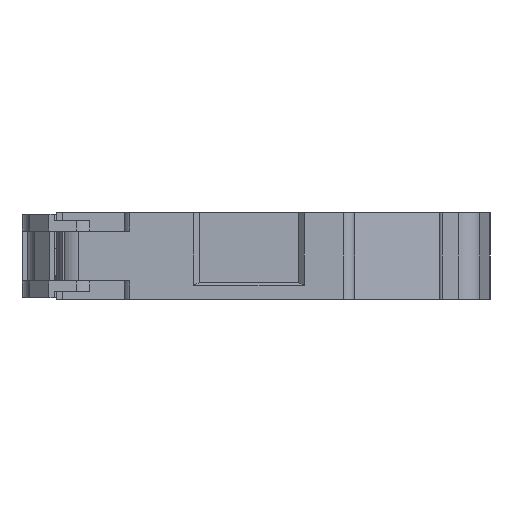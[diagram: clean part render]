
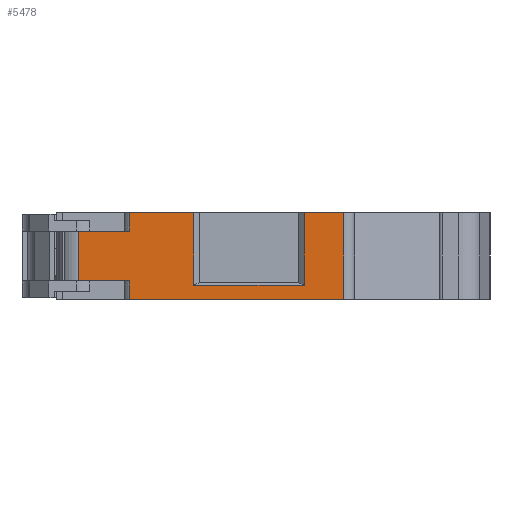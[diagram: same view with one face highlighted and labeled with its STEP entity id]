
A CAD part, left-side view. The second image highlights one B-rep face of the part: STEP entity #5478.
In plain terms, the highlighted planar face has unit normal (-1, 0, 0).
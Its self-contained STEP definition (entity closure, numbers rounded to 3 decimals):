
#181 = CARTESIAN_POINT ( 'NONE',  ( -46.916, 9.559, 15.427 ) ) ;
#190 = CARTESIAN_POINT ( 'NONE',  ( -46.916, 14.32, 9.127 ) ) ;
#314 = EDGE_CURVE ( 'NONE', #4472, #492, #12575, .T. ) ;
#364 = CARTESIAN_POINT ( 'NONE',  ( -46.916, 9.559, 9.127 ) ) ;
#487 = DIRECTION ( 'NONE',  ( 0., 0., -1. ) ) ;
#492 = VERTEX_POINT ( 'NONE', #11364 ) ;
#527 = CARTESIAN_POINT ( 'NONE',  ( -46.916, -10.18, 15.427 ) ) ;
#561 = CARTESIAN_POINT ( 'NONE',  ( -46.916, 9.559, 13.727 ) ) ;
#723 = CARTESIAN_POINT ( 'NONE',  ( -46.916, -23.681, 15.427 ) ) ;
#732 = DIRECTION ( 'NONE',  ( 0., 0., -1. ) ) ;
#759 = VECTOR ( 'NONE', #487, 1000. ) ;
#840 = FACE_OUTER_BOUND ( 'NONE', #10494, .T. ) ;
#977 = CARTESIAN_POINT ( 'NONE',  ( -46.916, 9.559, 9.127 ) ) ;
#1025 = DIRECTION ( 'NONE',  ( 0., 1., 0. ) ) ;
#1289 = DIRECTION ( 'NONE',  ( -1., 0., 0. ) ) ;
#1309 = CARTESIAN_POINT ( 'NONE',  ( -46.916, 3.67, 9.727 ) ) ;
#1363 = CARTESIAN_POINT ( 'NONE',  ( -46.916, 3.67, 8.727 ) ) ;
#1416 = ORIENTED_EDGE ( 'NONE', *, *, #8443, .F. ) ;
#1440 = LINE ( 'NONE', #12139, #11759 ) ;
#1650 = DIRECTION ( 'NONE',  ( 0., 0., 1. ) ) ;
#1730 = DIRECTION ( 'NONE',  ( 0., 1., 0. ) ) ;
#1972 = EDGE_CURVE ( 'NONE', #9296, #6594, #2015, .T. ) ;
#2015 = LINE ( 'NONE', #561, #6123 ) ;
#2032 = ORIENTED_EDGE ( 'NONE', *, *, #6878, .F. ) ;
#2224 = CARTESIAN_POINT ( 'NONE',  ( -46.916, 3.67, 8.727 ) ) ;
#2341 = VERTEX_POINT ( 'NONE', #190 ) ;
#2625 = VECTOR ( 'NONE', #11335, 1000. ) ;
#2681 = CARTESIAN_POINT ( 'NONE',  ( -46.916, -6.53, 9.727 ) ) ;
#2728 = EDGE_CURVE ( 'NONE', #12019, #9296, #12694, .T. ) ;
#2867 = VECTOR ( 'NONE', #12622, 1000. ) ;
#2937 = CARTESIAN_POINT ( 'NONE',  ( -46.916, 9.559, 7.427 ) ) ;
#3061 = CARTESIAN_POINT ( 'NONE',  ( -46.916, -6.53, 15.427 ) ) ;
#3102 = LINE ( 'NONE', #977, #10796 ) ;
#3311 = CARTESIAN_POINT ( 'NONE',  ( -46.916, -10.18, 15.427 ) ) ;
#3416 = LINE ( 'NONE', #527, #759 ) ;
#3610 = CARTESIAN_POINT ( 'NONE',  ( -46.916, -6.53, 8.727 ) ) ;
#3834 = DIRECTION ( 'NONE',  ( 0., 0., -1. ) ) ;
#4005 = CARTESIAN_POINT ( 'NONE',  ( -46.916, 14.32, 15.427 ) ) ;
#4075 = VERTEX_POINT ( 'NONE', #3610 ) ;
#4161 = VERTEX_POINT ( 'NONE', #2937 ) ;
#4218 = ORIENTED_EDGE ( 'NONE', *, *, #6891, .F. ) ;
#4465 = AXIS2_PLACEMENT_3D ( 'NONE', #8556, #1289, #8527 ) ;
#4472 = VERTEX_POINT ( 'NONE', #1363 ) ;
#4637 = VECTOR ( 'NONE', #1730, 1000. ) ;
#4653 = LINE ( 'NONE', #10132, #9995 ) ;
#4847 = EDGE_CURVE ( 'NONE', #12019, #2341, #9986, .T. ) ;
#5306 = CARTESIAN_POINT ( 'NONE',  ( -46.916, -10.18, 7.427 ) ) ;
#5478 = ADVANCED_FACE ( 'NONE', ( #840 ), #8860, .T. ) ;
#5523 = LINE ( 'NONE', #2224, #10554 ) ;
#5743 = ORIENTED_EDGE ( 'NONE', *, *, #10146, .T. ) ;
#5768 = VECTOR ( 'NONE', #732, 1000. ) ;
#5772 = ORIENTED_EDGE ( 'NONE', *, *, #11620, .F. ) ;
#5939 = ORIENTED_EDGE ( 'NONE', *, *, #12440, .T. ) ;
#6123 = VECTOR ( 'NONE', #1650, 1000. ) ;
#6323 = CARTESIAN_POINT ( 'NONE',  ( -46.916, 14.32, 13.727 ) ) ;
#6594 = VERTEX_POINT ( 'NONE', #181 ) ;
#6749 = DIRECTION ( 'NONE',  ( 0., 0., 1. ) ) ;
#6878 = EDGE_CURVE ( 'NONE', #8916, #11995, #3416, .T. ) ;
#6887 = EDGE_CURVE ( 'NONE', #11962, #4161, #8505, .T. ) ;
#6891 = EDGE_CURVE ( 'NONE', #11962, #2341, #3102, .T. ) ;
#7296 = CARTESIAN_POINT ( 'NONE',  ( -46.916, 9.559, 9.127 ) ) ;
#7810 = CARTESIAN_POINT ( 'NONE',  ( -46.916, 9.559, 13.727 ) ) ;
#8281 = ORIENTED_EDGE ( 'NONE', *, *, #314, .T. ) ;
#8292 = ORIENTED_EDGE ( 'NONE', *, *, #6887, .T. ) ;
#8443 = EDGE_CURVE ( 'NONE', #11995, #4161, #4653, .T. ) ;
#8505 = LINE ( 'NONE', #364, #5768 ) ;
#8527 = DIRECTION ( 'NONE',  ( 0., -1., 0. ) ) ;
#8556 = CARTESIAN_POINT ( 'NONE',  ( -46.916, -23.681, 15.427 ) ) ;
#8853 = ORIENTED_EDGE ( 'NONE', *, *, #1972, .F. ) ;
#8860 = PLANE ( 'NONE',  #4465 ) ;
#8916 = VERTEX_POINT ( 'NONE', #3311 ) ;
#9296 = VERTEX_POINT ( 'NONE', #7810 ) ;
#9978 = LINE ( 'NONE', #723, #4637 ) ;
#9986 = LINE ( 'NONE', #4005, #12284 ) ;
#9995 = VECTOR ( 'NONE', #10095, 1000. ) ;
#10095 = DIRECTION ( 'NONE',  ( 0., 1., 0. ) ) ;
#10132 = CARTESIAN_POINT ( 'NONE',  ( -46.916, -23.681, 7.427 ) ) ;
#10146 = EDGE_CURVE ( 'NONE', #8916, #10706, #1440, .T. ) ;
#10288 = VECTOR ( 'NONE', #6749, 1000. ) ;
#10494 = EDGE_LOOP ( 'NONE', ( #5772, #5939, #8281, #12973, #8853, #10767, #10495, #4218, #8292, #1416, #2032, #5743 ) ) ;
#10495 = ORIENTED_EDGE ( 'NONE', *, *, #4847, .T. ) ;
#10554 = VECTOR ( 'NONE', #11247, 1000. ) ;
#10706 = VERTEX_POINT ( 'NONE', #3061 ) ;
#10767 = ORIENTED_EDGE ( 'NONE', *, *, #2728, .F. ) ;
#10796 = VECTOR ( 'NONE', #1025, 1000. ) ;
#11247 = DIRECTION ( 'NONE',  ( 0., 1., 0. ) ) ;
#11335 = DIRECTION ( 'NONE',  ( 0., -1., 0. ) ) ;
#11349 = CARTESIAN_POINT ( 'NONE',  ( -46.916, 9.559, 13.727 ) ) ;
#11364 = CARTESIAN_POINT ( 'NONE',  ( -46.916, 3.67, 15.427 ) ) ;
#11620 = EDGE_CURVE ( 'NONE', #4075, #10706, #12891, .T. ) ;
#11623 = EDGE_CURVE ( 'NONE', #492, #6594, #9978, .T. ) ;
#11759 = VECTOR ( 'NONE', #12000, 1000. ) ;
#11962 = VERTEX_POINT ( 'NONE', #7296 ) ;
#11995 = VERTEX_POINT ( 'NONE', #5306 ) ;
#12000 = DIRECTION ( 'NONE',  ( 0., 1., 0. ) ) ;
#12019 = VERTEX_POINT ( 'NONE', #6323 ) ;
#12139 = CARTESIAN_POINT ( 'NONE',  ( -46.916, -23.681, 15.427 ) ) ;
#12284 = VECTOR ( 'NONE', #3834, 1000. ) ;
#12440 = EDGE_CURVE ( 'NONE', #4075, #4472, #5523, .T. ) ;
#12575 = LINE ( 'NONE', #1309, #2867 ) ;
#12622 = DIRECTION ( 'NONE',  ( 0., 0., 1. ) ) ;
#12694 = LINE ( 'NONE', #11349, #2625 ) ;
#12891 = LINE ( 'NONE', #2681, #10288 ) ;
#12973 = ORIENTED_EDGE ( 'NONE', *, *, #11623, .T. ) ;
